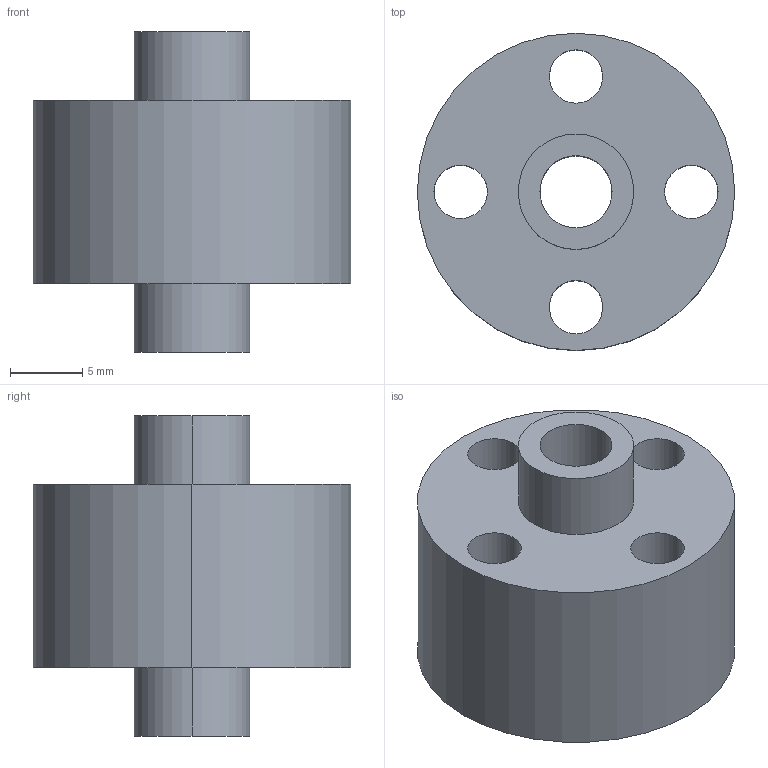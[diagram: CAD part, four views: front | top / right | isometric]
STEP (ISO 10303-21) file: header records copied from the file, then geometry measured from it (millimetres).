
FILE_DESCRIPTION (( 'STEP AP214' ), '1' );
FILE_NAME ('Gear Hub Spacer.step', '2017-10-17T01:06:55', ( '' ), ( '' ), 'SwSTEP 2.0', 'SolidWorks 2017', '' );
FILE_SCHEMA (( 'AUTOMOTIVE_DESIGN' ));
Length unit declared in the file: millimetre
Products named in the file (1): Gear Hub Spacer
Bounding box: 22 x 22 x 22.2 mm (x, y, z)
Volume: 4323.1 mm3; surface area: 2690.7 mm2
Topology: 1 solids, 1 shells, 20 faces, 48 edges, 32 vertices
Faces by surface type: cylinder 16, plane 4
Entity records: 658 total; most frequent: DIRECTION 122, CARTESIAN_POINT 101, ORIENTED_EDGE 96, AXIS2_PLACEMENT_3D 53, EDGE_CURVE 48, EDGE_LOOP 32, VERTEX_POINT 32, CIRCLE 32
